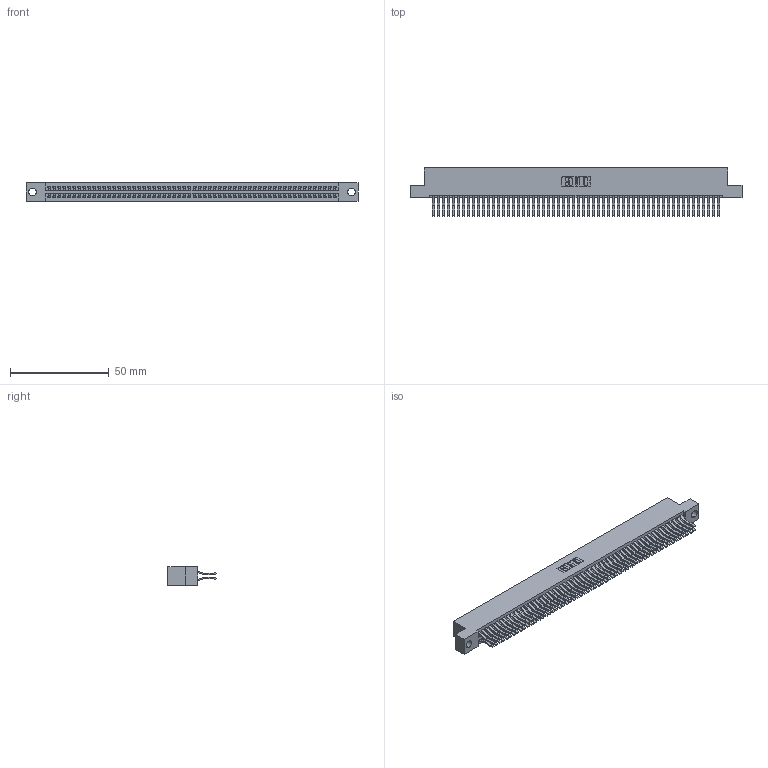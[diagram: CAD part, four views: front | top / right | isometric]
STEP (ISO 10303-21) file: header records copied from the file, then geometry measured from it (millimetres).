
FILE_DESCRIPTION (( 'STEP AP203' ), '1' );
FILE_NAME ('345-116-560-204.STEP', '2021-05-25T15:58:26', ( '' ), ( '' ), 'SwSTEP 2.0', 'SolidWorks 2020', '' );
FILE_SCHEMA (( 'CONFIG_CONTROL_DESIGN' ));
Length unit declared in the file: inch
Products named in the file (3): 345-116-560-204; 345 Part_Flush Mounting Lugs - 0.156 Dia-TI; 345-292-001_560 Tail
Assembly tree (117 placements, depth 2):
  345-116-560-204
    345 Part_Flush Mounting Lugs - 0.156 Dia-TI
    345-292-001_560 Tail  x116
Bounding box: 168.53 x 24.45 x 9.4 mm (x, y, z)
Volume: 17174 mm3; surface area: 27503 mm2
Topology: 117 solids, 117 shells, 6172 faces, 18357 edges, 12082 vertices
Faces by surface type: plane 3922, cylinder 2250
Entity records: 43861 total; most frequent: CARTESIAN_POINT 7342, ORIENTED_EDGE 7274, DIRECTION 6457, EDGE_CURVE 3637, LINE 3269, VECTOR 3269, VERTEX_POINT 2422, AXIS2_PLACEMENT_3D 1594
